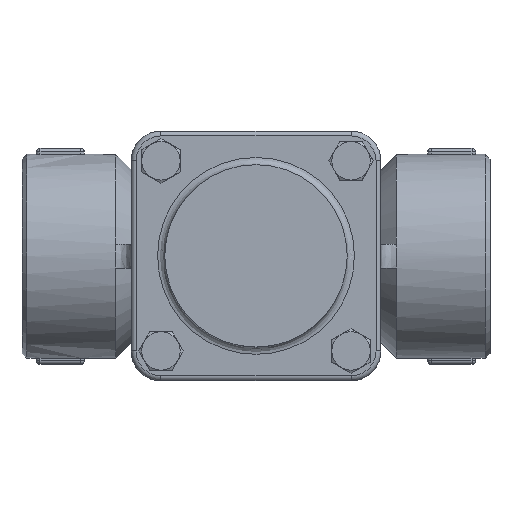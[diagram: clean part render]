
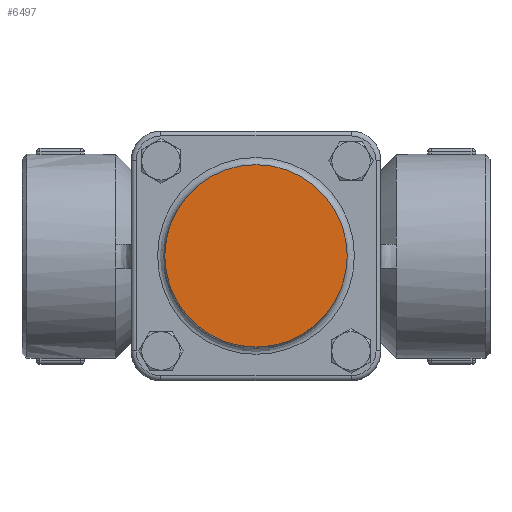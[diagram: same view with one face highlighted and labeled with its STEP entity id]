
A CAD part, top view. The second image highlights one B-rep face of the part: STEP entity #6497.
In plain terms, the highlighted planar face has unit normal (0, 0, 1).
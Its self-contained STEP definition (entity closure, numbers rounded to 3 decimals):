
#6474=CARTESIAN_POINT('',(38.0,0.,26.0));
#6475=VERTEX_POINT('',#6474);
#6476=CARTESIAN_POINT('',(0.,0.,26.0));
#6477=DIRECTION('',(0.0,0.0,-1.0));
#6478=DIRECTION('',(-1.0,0.0,0.0));
#6479=AXIS2_PLACEMENT_3D('',#6476,#6477,#6478);
#6480=CIRCLE('',#6479,38.0);
#6481=EDGE_CURVE('',#6475,#6475,#6480,.T.);
#6489=CARTESIAN_POINT('',(0.,0.,26.0));
#6490=DIRECTION('',(0.0,0.0,-1.0));
#6491=DIRECTION('',(-1.0,0.0,0.0));
#6492=AXIS2_PLACEMENT_3D('',#6489,#6490,#6491);
#6493=PLANE('',#6492);
#6494=ORIENTED_EDGE('',*,*,#6481,.F.);
#6495=EDGE_LOOP('',(#6494));
#6496=FACE_OUTER_BOUND('',#6495,.T.);
#6497=ADVANCED_FACE('',(#6496),#6493,.F.);
